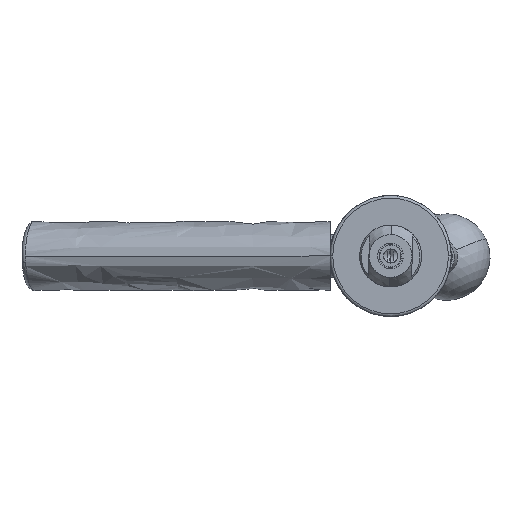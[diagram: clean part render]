
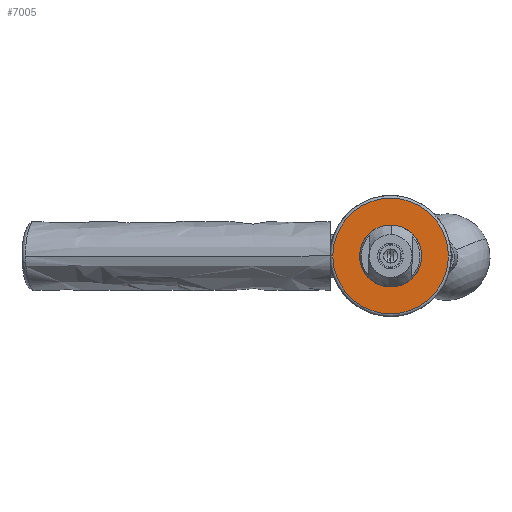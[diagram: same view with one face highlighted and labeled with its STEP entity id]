
A CAD part, left-side view. The second image highlights one B-rep face of the part: STEP entity #7005.
In plain terms, the highlighted planar face has unit normal (-1, 0, 0).
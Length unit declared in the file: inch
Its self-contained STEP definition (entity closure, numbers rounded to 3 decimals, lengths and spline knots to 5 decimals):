
#1058 = VERTEX_POINT ( 'NONE', #7407 ) ;
#1367 = EDGE_CURVE ( 'NONE', #11525, #1058, #15612, .T. ) ;
#1425 = DIRECTION ( 'NONE',  ( 0., -1., 0. ) ) ;
#1638 = VERTEX_POINT ( 'NONE', #15426 ) ;
#1691 = PLANE ( 'NONE',  #15276 ) ;
#1842 = CARTESIAN_POINT ( 'NONE',  ( -3.907, 0., 0. ) ) ;
#2346 = EDGE_LOOP ( 'NONE', ( #7072, #7667 ) ) ;
#2537 = CARTESIAN_POINT ( 'NONE',  ( -3.907, 0., 0. ) ) ;
#2680 = ORIENTED_EDGE ( 'NONE', *, *, #10527, .T. ) ;
#3366 = AXIS2_PLACEMENT_3D ( 'NONE', #1842, #15144, #7231 ) ;
#4231 = CARTESIAN_POINT ( 'NONE',  ( -3.907, 0., 0. ) ) ;
#5622 = CIRCLE ( 'NONE', #14101, 0.835 ) ;
#5998 = EDGE_LOOP ( 'NONE', ( #2680, #7319 ) ) ;
#6577 = CIRCLE ( 'NONE', #7634, 0.835 ) ;
#7005 = ADVANCED_FACE ( 'NONE', ( #9290, #8056 ), #1691, .F. ) ;
#7072 = ORIENTED_EDGE ( 'NONE', *, *, #1367, .F. ) ;
#7127 = DIRECTION ( 'NONE',  ( 1., 0., 0. ) ) ;
#7231 = DIRECTION ( 'NONE',  ( 0., 0., -1. ) ) ;
#7319 = ORIENTED_EDGE ( 'NONE', *, *, #16045, .T. ) ;
#7357 = CIRCLE ( 'NONE', #3366, 0.1985 ) ;
#7407 = CARTESIAN_POINT ( 'NONE',  ( -3.907, 0., 0.1985 ) ) ;
#7634 = AXIS2_PLACEMENT_3D ( 'NONE', #2537, #8876, #1425 ) ;
#7667 = ORIENTED_EDGE ( 'NONE', *, *, #13285, .F. ) ;
#7978 = DIRECTION ( 'NONE',  ( -1., 0., 0. ) ) ;
#8056 = FACE_OUTER_BOUND ( 'NONE', #5998, .T. ) ;
#8607 = VERTEX_POINT ( 'NONE', #14722 ) ;
#8672 = AXIS2_PLACEMENT_3D ( 'NONE', #14181, #7978, #13017 ) ;
#8876 = DIRECTION ( 'NONE',  ( -1., 0., 0. ) ) ;
#9290 = FACE_BOUND ( 'NONE', #2346, .T. ) ;
#10527 = EDGE_CURVE ( 'NONE', #1638, #8607, #5622, .T. ) ;
#11525 = VERTEX_POINT ( 'NONE', #16252 ) ;
#13017 = DIRECTION ( 'NONE',  ( 0., 0., -1. ) ) ;
#13092 = DIRECTION ( 'NONE',  ( -1., 0., 0. ) ) ;
#13255 = DIRECTION ( 'NONE',  ( 0., -1., 0. ) ) ;
#13285 = EDGE_CURVE ( 'NONE', #1058, #11525, #7357, .T. ) ;
#14101 = AXIS2_PLACEMENT_3D ( 'NONE', #4231, #13092, #15783 ) ;
#14181 = CARTESIAN_POINT ( 'NONE',  ( -3.907, 0., 0. ) ) ;
#14432 = CARTESIAN_POINT ( 'NONE',  ( -3.907, -0.875, 0. ) ) ;
#14722 = CARTESIAN_POINT ( 'NONE',  ( -3.907, 0.835, 0. ) ) ;
#15144 = DIRECTION ( 'NONE',  ( -1., 0., 0. ) ) ;
#15276 = AXIS2_PLACEMENT_3D ( 'NONE', #14432, #7127, #13255 ) ;
#15426 = CARTESIAN_POINT ( 'NONE',  ( -3.907, -0.835, 0. ) ) ;
#15612 = CIRCLE ( 'NONE', #8672, 0.1985 ) ;
#15783 = DIRECTION ( 'NONE',  ( 0., -1., 0. ) ) ;
#16045 = EDGE_CURVE ( 'NONE', #8607, #1638, #6577, .T. ) ;
#16252 = CARTESIAN_POINT ( 'NONE',  ( -3.907, 0., -0.1985 ) ) ;
